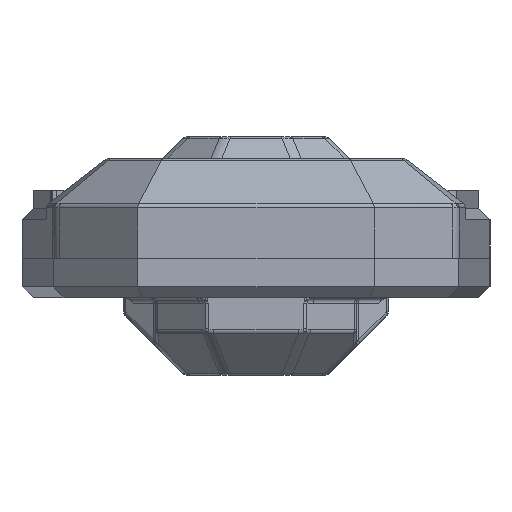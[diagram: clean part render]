
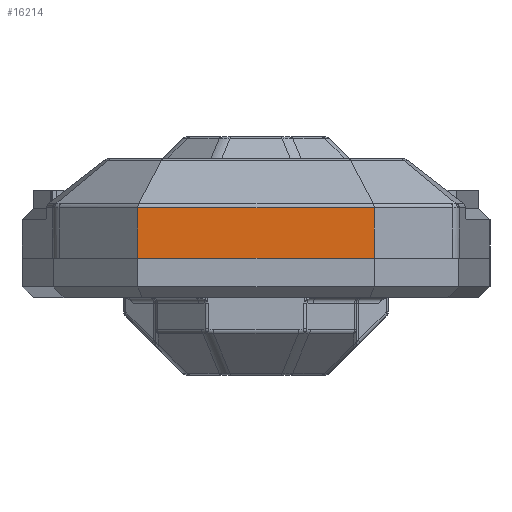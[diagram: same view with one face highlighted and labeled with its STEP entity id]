
A CAD part, left-side view. The second image highlights one B-rep face of the part: STEP entity #16214.
In plain terms, the highlighted planar face has unit normal (-1, 0, 0).
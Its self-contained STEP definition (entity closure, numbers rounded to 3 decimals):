
#343=PLANE('',#17653);
#1697=FACE_OUTER_BOUND('',#2644,.T.);
#2644=EDGE_LOOP('',(#13430,#13431,#13432,#13433));
#4292=LINE('',#29668,#5486);
#4427=LINE('',#30642,#5621);
#4463=LINE('',#30862,#5657);
#4536=LINE('',#31146,#5730);
#5486=VECTOR('',#20236,10.);
#5621=VECTOR('',#20769,10.);
#5657=VECTOR('',#20905,10.);
#5730=VECTOR('',#21152,10.);
#6913=VERTEX_POINT('',#29232);
#6986=VERTEX_POINT('',#29667);
#7164=VERTEX_POINT('',#30641);
#7210=VERTEX_POINT('',#30790);
#8946=EDGE_CURVE('',#6986,#6913,#4292,.T.);
#9219=EDGE_CURVE('',#6986,#7164,#4427,.T.);
#9294=EDGE_CURVE('',#6913,#7210,#4463,.T.);
#9391=EDGE_CURVE('',#7164,#7210,#4536,.T.);
#13430=ORIENTED_EDGE('',*,*,#9294,.T.);
#13431=ORIENTED_EDGE('',*,*,#9391,.F.);
#13432=ORIENTED_EDGE('',*,*,#9219,.F.);
#13433=ORIENTED_EDGE('',*,*,#8946,.T.);
#16214=ADVANCED_FACE('',(#1697),#343,.T.);
#17653=AXIS2_PLACEMENT_3D('',#31145,#21150,#21151);
#20236=DIRECTION('',(0.,0.,1.));
#20769=DIRECTION('',(0.,1.,0.));
#20905=DIRECTION('',(0.,1.,0.));
#21150=DIRECTION('center_axis',(-1.,0.,0.));
#21151=DIRECTION('ref_axis',(0.,-1.,0.));
#21152=DIRECTION('',(0.,0.,1.));
#29232=CARTESIAN_POINT('',(-111.6,-10.98,4.696));
#29667=CARTESIAN_POINT('',(-111.6,-10.98,0.));
#29668=CARTESIAN_POINT('',(-111.6,-10.98,0.));
#30641=CARTESIAN_POINT('',(-111.6,10.98,0.));
#30642=CARTESIAN_POINT('',(-111.6,0.,0.));
#30790=CARTESIAN_POINT('',(-111.6,10.98,4.696));
#30862=CARTESIAN_POINT('',(-111.6,-10.679,4.696));
#31145=CARTESIAN_POINT('Origin',(-111.6,10.98,0.));
#31146=CARTESIAN_POINT('',(-111.6,10.98,0.));
